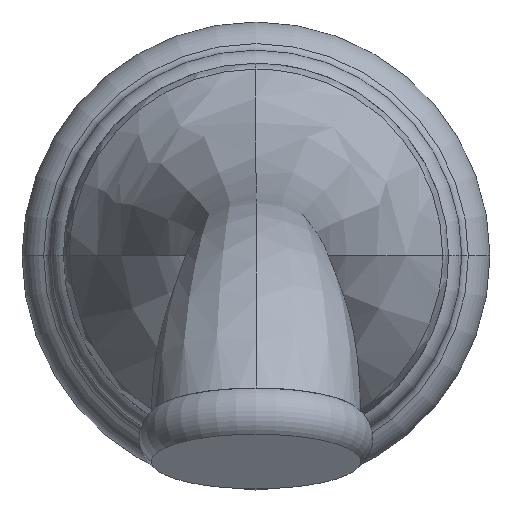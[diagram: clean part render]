
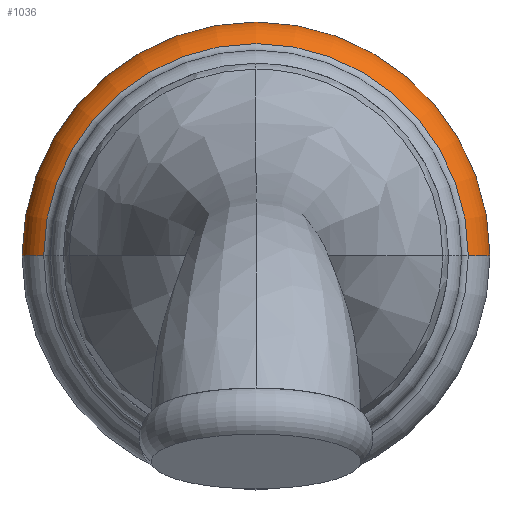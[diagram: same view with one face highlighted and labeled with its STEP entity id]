
A CAD part, top view. The second image highlights one B-rep face of the part: STEP entity #1036.
In plain terms, the highlighted toroidal (fillet/blend) face has major radius 29.693 mm and minor radius 6.502 mm.
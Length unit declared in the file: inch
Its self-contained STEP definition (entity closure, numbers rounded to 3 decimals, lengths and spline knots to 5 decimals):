
#186=CARTESIAN_POINT('',(1.169,0.,0.133));
#187=DIRECTION('',(0.,-1.,0.));
#188=DIRECTION('',(1.,0.,0.));
#189=AXIS2_PLACEMENT_3D('',#186,#187,#188);
#202=CARTESIAN_POINT('',(-1.169,0.,0.133));
#203=DIRECTION('',(0.,1.,0.));
#204=DIRECTION('',(-1.,0.,0.));
#205=AXIS2_PLACEMENT_3D('',#202,#203,#204);
#264=CARTESIAN_POINT('',(0.,0.,0.35687));
#265=DIRECTION('',(0.,0.,-1.));
#266=DIRECTION('',(-1.,0.,0.));
#267=AXIS2_PLACEMENT_3D('',#264,#265,#266);
#272=CARTESIAN_POINT('',(0.,0.,0.133));
#273=DIRECTION('',(0.,0.,-1.));
#274=DIRECTION('',(-1.,0.,0.));
#275=AXIS2_PLACEMENT_3D('',#272,#273,#274);
#857=CARTESIAN_POINT('',(-1.425,0.,0.133));
#859=VERTEX_POINT('',#857);
#861=CARTESIAN_POINT('',(1.425,0.,0.133));
#863=VERTEX_POINT('',#861);
#872=CARTESIAN_POINT('',(1.29317,0.,
0.35687));
#873=CARTESIAN_POINT('',(-1.29317,0.,
0.35687));
#874=VERTEX_POINT('',#872);
#875=VERTEX_POINT('',#873);
#1025=CARTESIAN_POINT('',(0.,0.,0.133));
#1026=DIRECTION('',(0.,0.,-1.));
#1027=DIRECTION('',(1.,0.,0.));
#1028=AXIS2_PLACEMENT_3D('',#1025,#1026,#1027);
#1029=TOROIDAL_SURFACE('',#1028,1.169,0.256);
#1030=ORIENTED_EDGE('',*,*,#1019,.F.);
#1031=ORIENTED_EDGE('',*,*,#963,.F.);
#1032=ORIENTED_EDGE('',*,*,#935,.T.);
#1033=ORIENTED_EDGE('',*,*,#960,.T.);
#1034=EDGE_LOOP('',(#1030,#1031,#1032,#1033));
#1035=FACE_OUTER_BOUND('',#1034,.F.);
#190=CIRCLE('',#189,0.256);
#206=CIRCLE('',#205,0.256);
#268=CIRCLE('',#267,1.29317);
#276=CIRCLE('',#275,1.425);
#935=EDGE_CURVE('',#859,#863,#276,.T.);
#960=EDGE_CURVE('',#863,#874,#190,.T.);
#963=EDGE_CURVE('',#859,#875,#206,.T.);
#1019=EDGE_CURVE('',#875,#874,#268,.T.);
#1036=ADVANCED_FACE('',(#1035),#1029,.T.);
